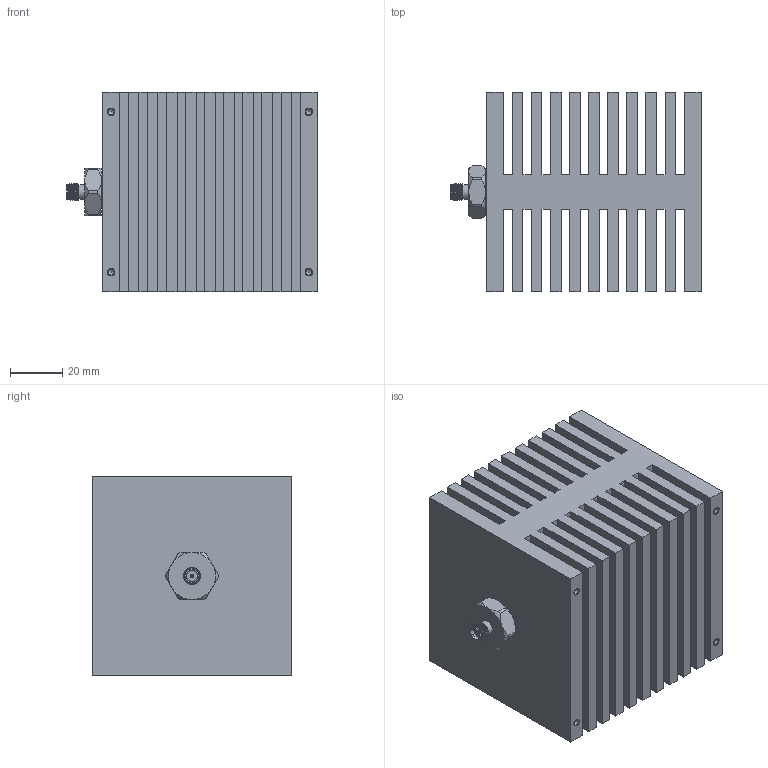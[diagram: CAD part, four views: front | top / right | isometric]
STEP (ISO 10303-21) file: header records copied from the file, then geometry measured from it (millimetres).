
FILE_DESCRIPTION (( 'STEP AP203' ), '1' );
FILE_NAME ('PE6212_3D.step', '2021-05-26T15:21:01', ( '' ), ( '' ), 'SwSTEP 2.0', 'SolidWorks 2020', '' );
FILE_SCHEMA (( 'CONFIG_CONTROL_DESIGN' ));
Length unit declared in the file: inch
Products named in the file (1): PE6212_3D
Bounding box: 95.5 x 76.2 x 76.2 mm (x, y, z)
Volume: 319563.1 mm3; surface area: 129821.8 mm2
Topology: 1 solids, 1 shells, 171 faces, 443 edges, 287 vertices
Faces by surface type: plane 113, cylinder 29, cone 25, bspline 3, torus 1
Full cylindrical faces by diameter (mm): 0.94 x1, 1.194 x1, 2.261 x8, 2.845 x8, 4.572 x1, 5.582 x2, 7.572 x1
Entity records: 6221 total; most frequent: CARTESIAN_POINT 2199, ORIENTED_EDGE 798, DIRECTION 774, EDGE_CURVE 399, VECTOR 280, LINE 280, VERTEX_POINT 275, AXIS2_PLACEMENT_3D 247
